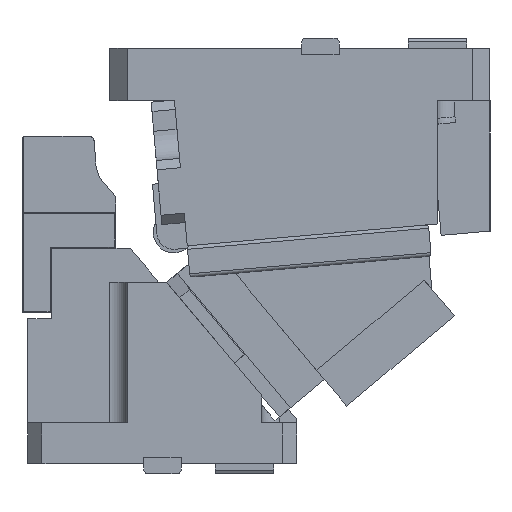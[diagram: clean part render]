
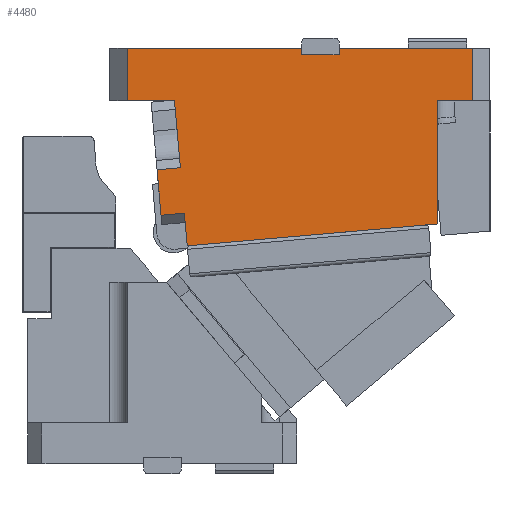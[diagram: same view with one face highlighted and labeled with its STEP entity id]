
A CAD part, front view. The second image highlights one B-rep face of the part: STEP entity #4480.
In plain terms, the highlighted planar face has unit normal (0, -1, 0).
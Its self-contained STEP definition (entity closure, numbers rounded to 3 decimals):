
#1944=CARTESIAN_POINT('Line Origine',(365.,-60.,310.)) ;
#1948=CARTESIAN_POINT('Vertex',(350.,-60.,310.)) ;
#1950=CARTESIAN_POINT('Vertex',(380.,-60.,310.)) ;
#2155=CARTESIAN_POINT('Line Origine',(350.,-60.,257.451)) ;
#2159=CARTESIAN_POINT('Vertex',(350.,-60.,204.901)) ;
#2241=CARTESIAN_POINT('Line Origine',(342.726,-60.,204.265)) ;
#2245=CARTESIAN_POINT('Vertex',(335.451,-60.,203.629)) ;
#2248=CARTESIAN_POINT('Line Origine',(235.832,-60.,194.913)) ;
#2252=CARTESIAN_POINT('Vertex',(136.212,-60.,186.197)) ;
#3403=CARTESIAN_POINT('Vertex',(85.,-60.,355.)) ;
#3406=CARTESIAN_POINT('Line Origine',(159.5,-60.,355.)) ;
#3410=CARTESIAN_POINT('Vertex',(234.,-60.,355.)) ;
#3466=CARTESIAN_POINT('Vertex',(266.,-60.,355.)) ;
#3469=CARTESIAN_POINT('Line Origine',(323.,-60.,355.)) ;
#3473=CARTESIAN_POINT('Vertex',(380.,-60.,355.)) ;
#4139=CARTESIAN_POINT('Line Origine',(380.,-60.,332.5)) ;
#4390=CARTESIAN_POINT('Axis2P3D Location',(232.5,-60.,270.599)) ;
#4395=CARTESIAN_POINT('Line Origine',(120.412,-60.,252.07)) ;
#4399=CARTESIAN_POINT('Vertex',(110.451,-60.,251.199)) ;
#4401=CARTESIAN_POINT('Vertex',(130.373,-60.,252.942)) ;
#4404=CARTESIAN_POINT('Line Origine',(112.151,-60.,231.773)) ;
#4408=CARTESIAN_POINT('Vertex',(113.85,-60.,212.347)) ;
#4411=CARTESIAN_POINT('Line Origine',(123.811,-60.,213.219)) ;
#4415=CARTESIAN_POINT('Vertex',(133.772,-60.,214.09)) ;
#4418=CARTESIAN_POINT('Line Origine',(134.992,-60.,200.144)) ;
#4423=CARTESIAN_POINT('Line Origine',(266.,-60.,352.25)) ;
#4427=CARTESIAN_POINT('Vertex',(266.,-60.,349.5)) ;
#4430=CARTESIAN_POINT('Line Origine',(250.,-60.,349.5)) ;
#4434=CARTESIAN_POINT('Vertex',(234.,-60.,349.5)) ;
#4437=CARTESIAN_POINT('Line Origine',(234.,-60.,352.25)) ;
#4442=CARTESIAN_POINT('Line Origine',(85.,-60.,332.5)) ;
#4446=CARTESIAN_POINT('Vertex',(85.,-60.,310.)) ;
#4449=CARTESIAN_POINT('Line Origine',(105.191,-60.,310.)) ;
#4453=CARTESIAN_POINT('Vertex',(125.381,-60.,310.)) ;
#4456=CARTESIAN_POINT('Line Origine',(127.877,-60.,281.471)) ;
#1945=DIRECTION('Vector Direction',(1.,0.,0.)) ;
#2156=DIRECTION('Vector Direction',(0.,0.,1.)) ;
#2242=DIRECTION('Vector Direction',(0.996,0.,0.087)) ;
#2249=DIRECTION('Vector Direction',(0.996,0.,0.087)) ;
#3407=DIRECTION('Vector Direction',(-1.,0.,0.)) ;
#3470=DIRECTION('Vector Direction',(-1.,0.,0.)) ;
#4140=DIRECTION('Vector Direction',(0.,0.,-1.)) ;
#4391=DIRECTION('Axis2P3D Direction',(0.,1.,0.)) ;
#4392=DIRECTION('Axis2P3D XDirection',(-1.,0.,0.)) ;
#4396=DIRECTION('Vector Direction',(-0.996,0.,-0.087)) ;
#4405=DIRECTION('Vector Direction',(0.087,0.,-0.996)) ;
#4412=DIRECTION('Vector Direction',(0.996,0.,0.087)) ;
#4419=DIRECTION('Vector Direction',(-0.087,0.,0.996)) ;
#4424=DIRECTION('Vector Direction',(0.,0.,-1.)) ;
#4431=DIRECTION('Vector Direction',(1.,0.,0.)) ;
#4438=DIRECTION('Vector Direction',(0.,0.,1.)) ;
#4443=DIRECTION('Vector Direction',(0.,0.,1.)) ;
#4450=DIRECTION('Vector Direction',(-1.,0.,0.)) ;
#4457=DIRECTION('Vector Direction',(-0.087,0.,0.996)) ;
#4393=AXIS2_PLACEMENT_3D('Plane Axis2P3D',#4390,#4391,#4392) ;
#4462=ORIENTED_EDGE('',*,*,#4403,.F.) ;
#4463=ORIENTED_EDGE('',*,*,#4410,.T.) ;
#4464=ORIENTED_EDGE('',*,*,#4417,.F.) ;
#4465=ORIENTED_EDGE('',*,*,#4422,.F.) ;
#4466=ORIENTED_EDGE('',*,*,#2254,.T.) ;
#4467=ORIENTED_EDGE('',*,*,#2247,.T.) ;
#4468=ORIENTED_EDGE('',*,*,#2161,.T.) ;
#4469=ORIENTED_EDGE('',*,*,#1952,.T.) ;
#4470=ORIENTED_EDGE('',*,*,#4143,.F.) ;
#4471=ORIENTED_EDGE('',*,*,#3475,.T.) ;
#4472=ORIENTED_EDGE('',*,*,#4429,.T.) ;
#4473=ORIENTED_EDGE('',*,*,#4436,.F.) ;
#4474=ORIENTED_EDGE('',*,*,#4441,.T.) ;
#4475=ORIENTED_EDGE('',*,*,#3412,.T.) ;
#4476=ORIENTED_EDGE('',*,*,#4448,.T.) ;
#4477=ORIENTED_EDGE('',*,*,#4455,.F.) ;
#4478=ORIENTED_EDGE('',*,*,#4460,.F.) ;
#1946=VECTOR('Line Direction',#1945,1.) ;
#2157=VECTOR('Line Direction',#2156,1.) ;
#2243=VECTOR('Line Direction',#2242,1.) ;
#2250=VECTOR('Line Direction',#2249,1.) ;
#3408=VECTOR('Line Direction',#3407,1.) ;
#3471=VECTOR('Line Direction',#3470,1.) ;
#4141=VECTOR('Line Direction',#4140,1.) ;
#4397=VECTOR('Line Direction',#4396,1.) ;
#4406=VECTOR('Line Direction',#4405,1.) ;
#4413=VECTOR('Line Direction',#4412,1.) ;
#4420=VECTOR('Line Direction',#4419,1.) ;
#4425=VECTOR('Line Direction',#4424,1.) ;
#4432=VECTOR('Line Direction',#4431,1.) ;
#4439=VECTOR('Line Direction',#4438,1.) ;
#4444=VECTOR('Line Direction',#4443,1.) ;
#4451=VECTOR('Line Direction',#4450,1.) ;
#4458=VECTOR('Line Direction',#4457,1.) ;
#4480=ADVANCED_FACE('CAM HOLDER',(#4479),#4394,.F.) ;
#1952=EDGE_CURVE('',#1949,#1951,#1947,.T.) ;
#2161=EDGE_CURVE('',#2160,#1949,#2158,.T.) ;
#2247=EDGE_CURVE('',#2246,#2160,#2244,.T.) ;
#2254=EDGE_CURVE('',#2253,#2246,#2251,.T.) ;
#3412=EDGE_CURVE('',#3411,#3404,#3409,.T.) ;
#3475=EDGE_CURVE('',#3474,#3467,#3472,.T.) ;
#4143=EDGE_CURVE('',#3474,#1951,#4142,.T.) ;
#4403=EDGE_CURVE('',#4400,#4402,#4398,.F.) ;
#4410=EDGE_CURVE('',#4400,#4409,#4407,.T.) ;
#4417=EDGE_CURVE('',#4416,#4409,#4414,.F.) ;
#4422=EDGE_CURVE('',#2253,#4416,#4421,.T.) ;
#4429=EDGE_CURVE('',#3467,#4428,#4426,.T.) ;
#4436=EDGE_CURVE('',#4435,#4428,#4433,.T.) ;
#4441=EDGE_CURVE('',#4435,#3411,#4440,.T.) ;
#4448=EDGE_CURVE('',#3404,#4447,#4445,.F.) ;
#4455=EDGE_CURVE('',#4454,#4447,#4452,.T.) ;
#4460=EDGE_CURVE('',#4402,#4454,#4459,.T.) ;
#4461=EDGE_LOOP('',(#4462,#4463,#4464,#4465,#4466,#4467,#4468,#4469,#4470,#4471,#4472,#4473,#4474,#4475,#4476,#4477,#4478)) ;
#4479=FACE_OUTER_BOUND('',#4461,.T.) ;
#1947=LINE('Line',#1944,#1946) ;
#2158=LINE('Line',#2155,#2157) ;
#2244=LINE('Line',#2241,#2243) ;
#2251=LINE('Line',#2248,#2250) ;
#3409=LINE('Line',#3406,#3408) ;
#3472=LINE('Line',#3469,#3471) ;
#4142=LINE('Line',#4139,#4141) ;
#4398=LINE('Line',#4395,#4397) ;
#4407=LINE('Line',#4404,#4406) ;
#4414=LINE('Line',#4411,#4413) ;
#4421=LINE('Line',#4418,#4420) ;
#4426=LINE('Line',#4423,#4425) ;
#4433=LINE('Line',#4430,#4432) ;
#4440=LINE('Line',#4437,#4439) ;
#4445=LINE('Line',#4442,#4444) ;
#4452=LINE('Line',#4449,#4451) ;
#4459=LINE('Line',#4456,#4458) ;
#4394=PLANE('Plane',#4393) ;
#1949=VERTEX_POINT('',#1948) ;
#1951=VERTEX_POINT('',#1950) ;
#2160=VERTEX_POINT('',#2159) ;
#2246=VERTEX_POINT('',#2245) ;
#2253=VERTEX_POINT('',#2252) ;
#3404=VERTEX_POINT('',#3403) ;
#3411=VERTEX_POINT('',#3410) ;
#3467=VERTEX_POINT('',#3466) ;
#3474=VERTEX_POINT('',#3473) ;
#4400=VERTEX_POINT('',#4399) ;
#4402=VERTEX_POINT('',#4401) ;
#4409=VERTEX_POINT('',#4408) ;
#4416=VERTEX_POINT('',#4415) ;
#4428=VERTEX_POINT('',#4427) ;
#4435=VERTEX_POINT('',#4434) ;
#4447=VERTEX_POINT('',#4446) ;
#4454=VERTEX_POINT('',#4453) ;
